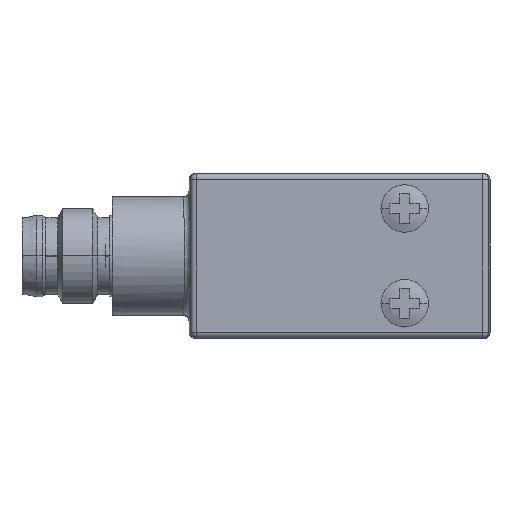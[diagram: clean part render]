
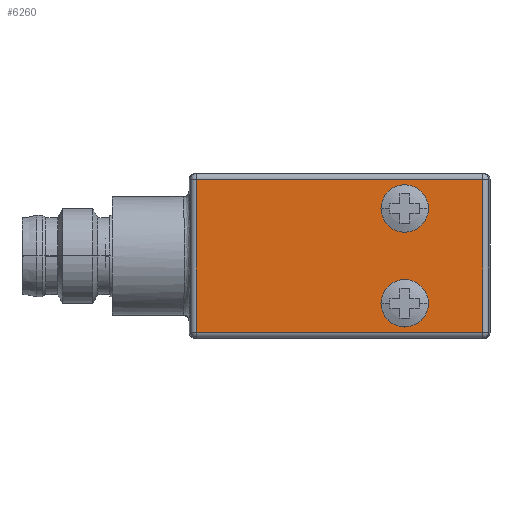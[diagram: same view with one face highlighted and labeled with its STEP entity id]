
A CAD part, top view. The second image highlights one B-rep face of the part: STEP entity #6260.
In plain terms, the highlighted planar face has unit normal (0, 0, 1).
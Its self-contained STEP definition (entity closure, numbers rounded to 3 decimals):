
#2070=CARTESIAN_POINT('',(-4.2,4.,2.9));
#2071=DIRECTION('',(0.,0.,1.));
#2072=DIRECTION('',(0.,1.,0.));
#2073=AXIS2_PLACEMENT_3D('',#2070,#2071,#2072);
#2465=CARTESIAN_POINT('',(-4.2,4.,2.9));
#2466=DIRECTION('',(0.,0.,1.));
#2467=DIRECTION('',(0.,-1.,0.));
#2468=AXIS2_PLACEMENT_3D('',#2465,#2466,#2467);
#2488=DIRECTION('',(-1.,0.,0.));
#2489=VECTOR('',#2488,24.194);
#2490=CARTESIAN_POINT('',(2.397,-6.45,2.9));
#2491=LINE('',#2490,#2489);
#2526=DIRECTION('',(0.,-1.,0.));
#2527=VECTOR('',#2526,12.9);
#2528=CARTESIAN_POINT('',(2.397,6.45,2.9));
#2529=LINE('',#2528,#2527);
#2778=DIRECTION('',(-1.,0.,0.));
#2779=VECTOR('',#2778,24.194);
#2780=CARTESIAN_POINT('',(2.397,6.45,2.9));
#2781=LINE('',#2780,#2779);
#2808=DIRECTION('',(0.,1.,0.));
#2809=VECTOR('',#2808,12.9);
#2810=CARTESIAN_POINT('',(-21.797,-6.45,2.9));
#2811=LINE('',#2810,#2809);
#4871=CARTESIAN_POINT('',(-4.2,-4.,2.9));
#4872=DIRECTION('',(0.,0.,1.));
#4873=DIRECTION('',(0.,-1.,0.));
#4874=AXIS2_PLACEMENT_3D('',#4871,#4872,#4873);
#4924=CARTESIAN_POINT('',(-4.2,-4.,2.9));
#4925=DIRECTION('',(0.,0.,1.));
#4926=DIRECTION('',(0.,1.,0.));
#4927=AXIS2_PLACEMENT_3D('',#4924,#4925,#4926);
#5354=CARTESIAN_POINT('',(2.397,-6.45,2.9));
#5355=CARTESIAN_POINT('',(-21.797,-6.45,2.9));
#5356=VERTEX_POINT('',#5354);
#5357=VERTEX_POINT('',#5355);
#5366=CARTESIAN_POINT('',(-21.797,6.45,2.9));
#5367=VERTEX_POINT('',#5366);
#5372=CARTESIAN_POINT('',(2.397,6.45,2.9));
#5373=VERTEX_POINT('',#5372);
#5406=CARTESIAN_POINT('',(-4.2,-5.085,2.9));
#5407=CARTESIAN_POINT('',(-4.2,-2.915,2.9));
#5408=VERTEX_POINT('',#5406);
#5409=VERTEX_POINT('',#5407);
#5410=CARTESIAN_POINT('',(-4.2,5.085,2.9));
#5411=CARTESIAN_POINT('',(-4.2,2.915,2.9));
#5412=VERTEX_POINT('',#5410);
#5413=VERTEX_POINT('',#5411);
#6235=CARTESIAN_POINT('',(3.,0.,2.9));
#6236=DIRECTION('',(0.,0.,-1.));
#6237=DIRECTION('',(0.,1.,0.));
#6238=AXIS2_PLACEMENT_3D('',#6235,#6236,#6237);
#6239=PLANE('',#6238);
#6241=ORIENTED_EDGE('',*,*,#6240,.T.);
#6243=ORIENTED_EDGE('',*,*,#6242,.T.);
#6245=ORIENTED_EDGE('',*,*,#6244,.F.);
#6247=ORIENTED_EDGE('',*,*,#6246,.T.);
#6248=EDGE_LOOP('',(#6241,#6243,#6245,#6247));
#6249=FACE_OUTER_BOUND('',#6248,.F.);
#6251=ORIENTED_EDGE('',*,*,#6250,.T.);
#6253=ORIENTED_EDGE('',*,*,#6252,.T.);
#6254=EDGE_LOOP('',(#6251,#6253));
#6255=FACE_BOUND('',#6254,.F.);
#6256=ORIENTED_EDGE('',*,*,#6221,.T.);
#6257=ORIENTED_EDGE('',*,*,#5766,.T.);
#6258=EDGE_LOOP('',(#6256,#6257));
#6259=FACE_BOUND('',#6258,.F.);
#6260=ADVANCED_FACE('',(#6249,#6255,#6259),#6239,.F.);
#2074=CIRCLE('',#2073,1.085);
#2469=CIRCLE('',#2468,1.085);
#4875=CIRCLE('',#4874,1.085);
#4928=CIRCLE('',#4927,1.085);
#5766=EDGE_CURVE('',#5412,#5413,#2074,.T.);
#6221=EDGE_CURVE('',#5413,#5412,#2469,.T.);
#6240=EDGE_CURVE('',#5356,#5357,#2491,.T.);
#6242=EDGE_CURVE('',#5357,#5367,#2811,.T.);
#6244=EDGE_CURVE('',#5373,#5367,#2781,.T.);
#6246=EDGE_CURVE('',#5373,#5356,#2529,.T.);
#6250=EDGE_CURVE('',#5408,#5409,#4875,.T.);
#6252=EDGE_CURVE('',#5409,#5408,#4928,.T.);
